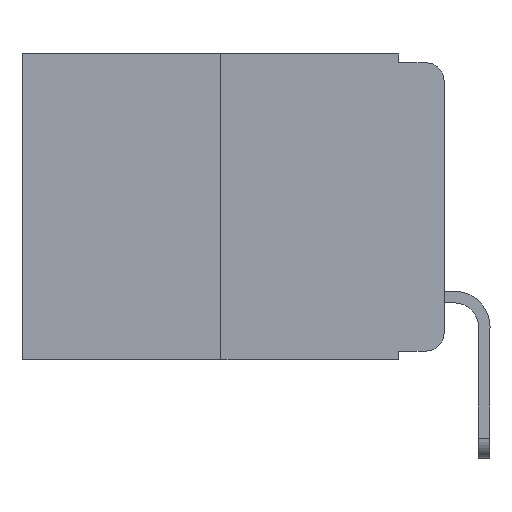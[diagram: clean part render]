
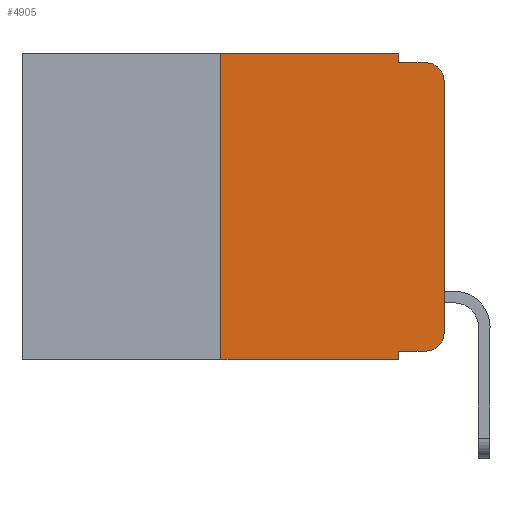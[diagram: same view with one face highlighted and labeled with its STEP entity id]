
A CAD part, left-side view. The second image highlights one B-rep face of the part: STEP entity #4905.
In plain terms, the highlighted planar face has unit normal (-1, 0, 0).
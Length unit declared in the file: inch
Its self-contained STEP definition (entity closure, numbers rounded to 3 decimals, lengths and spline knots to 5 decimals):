
#125 = VECTOR ( 'NONE', #13207, 39.37008 ) ;
#263 = AXIS2_PLACEMENT_3D ( 'NONE', #9084, #21366, #11005 ) ;
#318 = DIRECTION ( 'NONE',  ( 0., 0., 1. ) ) ;
#344 = VERTEX_POINT ( 'NONE', #16809 ) ;
#563 = LINE ( 'NONE', #14262, #10285 ) ;
#904 = CARTESIAN_POINT ( 'NONE',  ( 0., 0.02, -0.01 ) ) ;
#1224 = DIRECTION ( 'NONE',  ( 1., 0., 0. ) ) ;
#1932 = EDGE_CURVE ( 'NONE', #13232, #14041, #11179, .T. ) ;
#1983 = FACE_OUTER_BOUND ( 'NONE', #5384, .T. ) ;
#2379 = ORIENTED_EDGE ( 'NONE', *, *, #13058, .T. ) ;
#2782 = CARTESIAN_POINT ( 'NONE',  ( 0., 0.473, -0.343 ) ) ;
#3545 = CARTESIAN_POINT ( 'NONE',  ( 0., 0.051, -0.01 ) ) ;
#4805 = ORIENTED_EDGE ( 'NONE', *, *, #12990, .F. ) ;
#4845 = CARTESIAN_POINT ( 'NONE',  ( 0., 0.25, 0. ) ) ;
#4905 = ADVANCED_FACE ( 'NONE', ( #1983 ), #13128, .F. ) ;
#5384 = EDGE_LOOP ( 'NONE', ( #7680, #12536, #8832, #18293, #18039, #9750, #19063, #4805, #11788, #2379 ) ) ;
#5448 = VECTOR ( 'NONE', #8221, 39.37008 ) ;
#5583 = VERTEX_POINT ( 'NONE', #22714 ) ;
#5750 = LINE ( 'NONE', #4845, #24005 ) ;
#6529 = VERTEX_POINT ( 'NONE', #14002 ) ;
#6696 = DIRECTION ( 'NONE',  ( 0., -1., 0. ) ) ;
#6946 = EDGE_CURVE ( 'NONE', #344, #6529, #22130, .T. ) ;
#7680 = ORIENTED_EDGE ( 'NONE', *, *, #12823, .T. ) ;
#7696 = LINE ( 'NONE', #10488, #21213 ) ;
#8221 = DIRECTION ( 'NONE',  ( 0., 0., 1. ) ) ;
#8251 = VECTOR ( 'NONE', #6696, 39.37008 ) ;
#8832 = ORIENTED_EDGE ( 'NONE', *, *, #12927, .F. ) ;
#9084 = CARTESIAN_POINT ( 'NONE',  ( 0., 0.02, -0.313 ) ) ;
#9502 = CARTESIAN_POINT ( 'NONE',  ( 0., 0.473, 0. ) ) ;
#9750 = ORIENTED_EDGE ( 'NONE', *, *, #12987, .F. ) ;
#10285 = VECTOR ( 'NONE', #10744, 39.37008 ) ;
#10312 = CARTESIAN_POINT ( 'NONE',  ( 0., 0.02, -0.03 ) ) ;
#10488 = CARTESIAN_POINT ( 'NONE',  ( 0., 0.051, 0. ) ) ;
#10744 = DIRECTION ( 'NONE',  ( 0., -1., 0. ) ) ;
#10908 = LINE ( 'NONE', #21142, #15508 ) ;
#11005 = DIRECTION ( 'NONE',  ( 0., 0., -1. ) ) ;
#11179 = LINE ( 'NONE', #16691, #125 ) ;
#11221 = LINE ( 'NONE', #18864, #5448 ) ;
#11788 = ORIENTED_EDGE ( 'NONE', *, *, #12999, .T. ) ;
#12128 = DIRECTION ( 'NONE',  ( 0., 0., -1. ) ) ;
#12516 = DIRECTION ( 'NONE',  ( 0., 0., -1. ) ) ;
#12536 = ORIENTED_EDGE ( 'NONE', *, *, #12854, .T. ) ;
#12621 = CARTESIAN_POINT ( 'NONE',  ( 0., 0., -0.313 ) ) ;
#12823 = EDGE_CURVE ( 'NONE', #19032, #18400, #11221, .T. ) ;
#12854 = EDGE_CURVE ( 'NONE', #18400, #20813, #18820, .T. ) ;
#12927 = EDGE_CURVE ( 'NONE', #19209, #20813, #17175, .T. ) ;
#12935 = EDGE_CURVE ( 'NONE', #14041, #19209, #7696, .T. ) ;
#12987 = EDGE_CURVE ( 'NONE', #344, #13232, #5750, .T. ) ;
#12990 = EDGE_CURVE ( 'NONE', #23696, #6529, #10908, .T. ) ;
#12999 = EDGE_CURVE ( 'NONE', #23696, #5583, #563, .T. ) ;
#13058 = EDGE_CURVE ( 'NONE', #5583, #19032, #18032, .T. ) ;
#13128 = PLANE ( 'NONE',  #18777 ) ;
#13207 = DIRECTION ( 'NONE',  ( 0., -1., 0. ) ) ;
#13232 = VERTEX_POINT ( 'NONE', #21513 ) ;
#14002 = CARTESIAN_POINT ( 'NONE',  ( 0., 0.051, -0.343 ) ) ;
#14041 = VERTEX_POINT ( 'NONE', #17774 ) ;
#14262 = CARTESIAN_POINT ( 'NONE',  ( 0., 0.051, -0.333 ) ) ;
#14284 = DIRECTION ( 'NONE',  ( 0., -1., 0. ) ) ;
#14848 = DIRECTION ( 'NONE',  ( 0., 0., -1. ) ) ;
#15508 = VECTOR ( 'NONE', #12516, 39.37008 ) ;
#16691 = CARTESIAN_POINT ( 'NONE',  ( 0., 0.473, 0. ) ) ;
#16809 = CARTESIAN_POINT ( 'NONE',  ( 0., 0.25, -0.343 ) ) ;
#17056 = VECTOR ( 'NONE', #14284, 39.37008 ) ;
#17175 = LINE ( 'NONE', #20994, #8251 ) ;
#17603 = AXIS2_PLACEMENT_3D ( 'NONE', #10312, #22439, #12128 ) ;
#17774 = CARTESIAN_POINT ( 'NONE',  ( 0., 0.051, 0. ) ) ;
#18032 = CIRCLE ( 'NONE', #263, 0.02 ) ;
#18039 = ORIENTED_EDGE ( 'NONE', *, *, #1932, .F. ) ;
#18293 = ORIENTED_EDGE ( 'NONE', *, *, #12935, .F. ) ;
#18400 = VERTEX_POINT ( 'NONE', #20443 ) ;
#18777 = AXIS2_PLACEMENT_3D ( 'NONE', #9502, #1224, #14848 ) ;
#18820 = CIRCLE ( 'NONE', #17603, 0.02 ) ;
#18864 = CARTESIAN_POINT ( 'NONE',  ( 0., 0., 0. ) ) ;
#19032 = VERTEX_POINT ( 'NONE', #12621 ) ;
#19063 = ORIENTED_EDGE ( 'NONE', *, *, #6946, .T. ) ;
#19209 = VERTEX_POINT ( 'NONE', #3545 ) ;
#19275 = DIRECTION ( 'NONE',  ( 0., 0., -1. ) ) ;
#20443 = CARTESIAN_POINT ( 'NONE',  ( 0., 0., -0.03 ) ) ;
#20813 = VERTEX_POINT ( 'NONE', #904 ) ;
#20994 = CARTESIAN_POINT ( 'NONE',  ( 0., 0.051, -0.01 ) ) ;
#21142 = CARTESIAN_POINT ( 'NONE',  ( 0., 0.051, 0. ) ) ;
#21213 = VECTOR ( 'NONE', #19275, 39.37008 ) ;
#21366 = DIRECTION ( 'NONE',  ( -1., 0., 0. ) ) ;
#21513 = CARTESIAN_POINT ( 'NONE',  ( 0., 0.25, 0. ) ) ;
#22130 = LINE ( 'NONE', #2782, #17056 ) ;
#22439 = DIRECTION ( 'NONE',  ( -1., 0., 0. ) ) ;
#22714 = CARTESIAN_POINT ( 'NONE',  ( 0., 0.02, -0.333 ) ) ;
#23696 = VERTEX_POINT ( 'NONE', #24046 ) ;
#24005 = VECTOR ( 'NONE', #318, 39.37008 ) ;
#24046 = CARTESIAN_POINT ( 'NONE',  ( 0., 0.051, -0.333 ) ) ;
